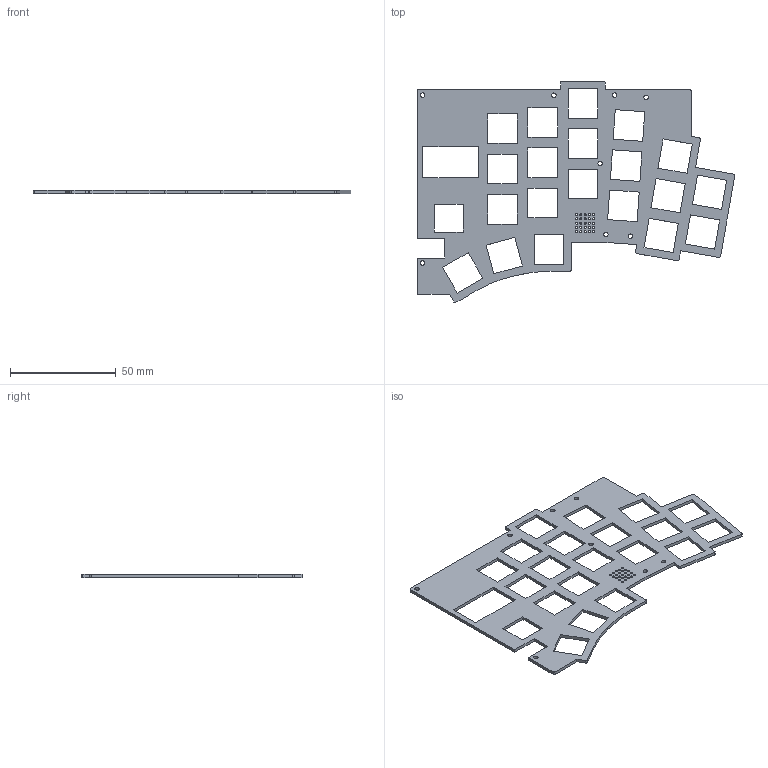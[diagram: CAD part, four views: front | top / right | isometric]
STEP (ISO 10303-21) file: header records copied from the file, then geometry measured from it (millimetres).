
FILE_DESCRIPTION(/* description */ (''),/* implementation_level */ '2;1');
FILE_NAME(/* name */ 'KONRAD_3DP.step',/* time_stamp */ '2022-08-16T00:57:03+02:00',/* author */ (''),/* organization */ (''),/* preprocessor_version */ 'ST-DEVELOPER v19',/* originating_system */ 'Autodesk Translation Framework v11.7.0.108',/* authorisation */ '');
FILE_SCHEMA (('AUTOMOTIVE_DESIGN { 1 0 10303 214 3 1 1 }'));
Length unit declared in the file: millimetre
Products named in the file (1): (Unsaved)
Bounding box: 150.27 x 104.79 x 1.5 mm (x, y, z)
Volume: 10708.7 mm3; surface area: 17166.1 mm2
Topology: 1 solids, 1 shells, 169 faces, 501 edges, 334 vertices
Faces by surface type: plane 118, bspline 51
Entity records: 7267 total; most frequent: CARTESIAN_POINT 2836, ORIENTED_EDGE 1002, DIRECTION 641, EDGE_CURVE 501, LINE 399, VECTOR 399, VERTEX_POINT 334, EDGE_LOOP 279
